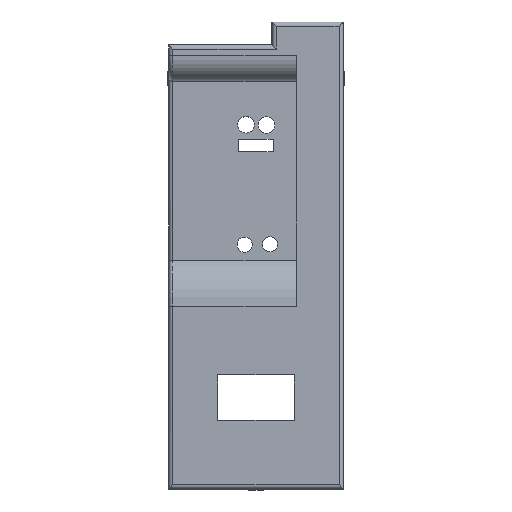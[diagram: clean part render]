
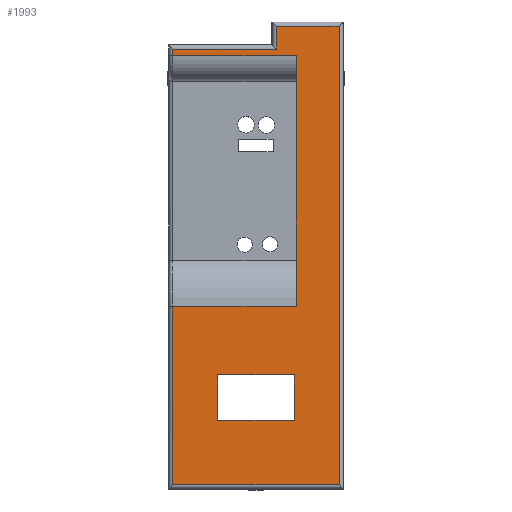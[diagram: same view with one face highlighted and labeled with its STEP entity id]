
A CAD part, top view. The second image highlights one B-rep face of the part: STEP entity #1993.
In plain terms, the highlighted planar face has unit normal (0, 0, 1).
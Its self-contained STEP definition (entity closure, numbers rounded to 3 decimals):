
#27=FACE_BOUND('',#305,.T.);
#188=FACE_OUTER_BOUND('',#304,.T.);
#304=EDGE_LOOP('',(#1736,#1737,#1738,#1739,#1740,#1741,#1742,#1743,#1744,
#1745));
#305=EDGE_LOOP('',(#1746,#1747,#1748,#1749));
#397=LINE('',#2879,#634);
#398=LINE('',#2883,#635);
#401=LINE('',#2915,#638);
#403=LINE('',#2921,#640);
#405=LINE('',#2927,#642);
#408=LINE('',#2934,#645);
#409=LINE('',#2938,#646);
#411=LINE('',#2949,#648);
#529=LINE('',#3236,#766);
#534=LINE('',#3247,#771);
#541=LINE('',#3262,#778);
#542=LINE('',#3264,#779);
#543=LINE('',#3266,#780);
#544=LINE('',#3267,#781);
#634=VECTOR('',#2303,10.);
#635=VECTOR('',#2308,10.);
#638=VECTOR('',#2317,10.);
#640=VECTOR('',#2323,10.);
#642=VECTOR('',#2329,10.);
#645=VECTOR('',#2336,10.);
#646=VECTOR('',#2341,10.);
#648=VECTOR('',#2357,9.);
#766=VECTOR('',#2631,10.);
#771=VECTOR('',#2644,10.);
#778=VECTOR('',#2655,10.);
#779=VECTOR('',#2656,10.);
#780=VECTOR('',#2657,10.);
#781=VECTOR('',#2658,10.);
#858=VERTEX_POINT('',#2876);
#859=VERTEX_POINT('',#2878);
#860=VERTEX_POINT('',#2882);
#864=VERTEX_POINT('',#2914);
#866=VERTEX_POINT('',#2920);
#868=VERTEX_POINT('',#2926);
#870=VERTEX_POINT('',#2933);
#871=VERTEX_POINT('',#2937);
#873=VERTEX_POINT('',#2947);
#964=VERTEX_POINT('',#3235);
#971=VERTEX_POINT('',#3260);
#972=VERTEX_POINT('',#3261);
#973=VERTEX_POINT('',#3263);
#974=VERTEX_POINT('',#3265);
#1060=EDGE_CURVE('',#858,#859,#397,.T.);
#1062=EDGE_CURVE('',#859,#860,#398,.T.);
#1068=EDGE_CURVE('',#860,#864,#401,.T.);
#1071=EDGE_CURVE('',#864,#866,#403,.T.);
#1074=EDGE_CURVE('',#866,#868,#405,.T.);
#1078=EDGE_CURVE('',#868,#870,#408,.T.);
#1080=EDGE_CURVE('',#870,#871,#409,.T.);
#1086=EDGE_CURVE('',#873,#858,#411,.T.);
#1230=EDGE_CURVE('',#964,#871,#529,.T.);
#1236=EDGE_CURVE('',#964,#873,#534,.T.);
#1243=EDGE_CURVE('',#971,#972,#541,.T.);
#1244=EDGE_CURVE('',#972,#973,#542,.T.);
#1245=EDGE_CURVE('',#973,#974,#543,.T.);
#1246=EDGE_CURVE('',#974,#971,#544,.T.);
#1736=ORIENTED_EDGE('',*,*,#1060,.F.);
#1737=ORIENTED_EDGE('',*,*,#1086,.F.);
#1738=ORIENTED_EDGE('',*,*,#1236,.F.);
#1739=ORIENTED_EDGE('',*,*,#1230,.T.);
#1740=ORIENTED_EDGE('',*,*,#1080,.F.);
#1741=ORIENTED_EDGE('',*,*,#1078,.F.);
#1742=ORIENTED_EDGE('',*,*,#1074,.F.);
#1743=ORIENTED_EDGE('',*,*,#1071,.F.);
#1744=ORIENTED_EDGE('',*,*,#1068,.F.);
#1745=ORIENTED_EDGE('',*,*,#1062,.F.);
#1746=ORIENTED_EDGE('',*,*,#1243,.T.);
#1747=ORIENTED_EDGE('',*,*,#1244,.T.);
#1748=ORIENTED_EDGE('',*,*,#1245,.T.);
#1749=ORIENTED_EDGE('',*,*,#1246,.T.);
#1891=PLANE('',#2153);
#1993=ADVANCED_FACE('',(#188,#27),#1891,.T.);
#2153=AXIS2_PLACEMENT_3D('',#3259,#2653,#2654);
#2303=DIRECTION('',(0.,1.,0.));
#2308=DIRECTION('',(1.,0.,0.));
#2317=DIRECTION('',(0.,1.,0.));
#2323=DIRECTION('',(1.,0.,0.));
#2329=DIRECTION('',(0.,-1.,0.));
#2336=DIRECTION('',(-1.,0.,0.));
#2341=DIRECTION('',(0.,1.,0.));
#2357=DIRECTION('',(-1.,0.,0.));
#2631=DIRECTION('',(-1.,0.,0.));
#2644=DIRECTION('',(0.,1.,0.));
#2653=DIRECTION('center_axis',(0.,0.,
1.));
#2654=DIRECTION('ref_axis',(1.,0.,0.));
#2655=DIRECTION('',(1.,0.,0.));
#2656=DIRECTION('',(0.,-1.,0.));
#2657=DIRECTION('',(-1.,0.,0.));
#2658=DIRECTION('',(0.,1.,0.));
#2876=CARTESIAN_POINT('',(-29.17,28.231,-53.95));
#2878=CARTESIAN_POINT('',(-29.17,30.565,-53.95));
#2879=CARTESIAN_POINT('',(-29.17,5.676,-53.95));
#2882=CARTESIAN_POINT('',(7.056,30.565,-53.95));
#2883=CARTESIAN_POINT('',(21.867,30.565,-53.95));
#2914=CARTESIAN_POINT('',(7.056,38.565,-53.95));
#2915=CARTESIAN_POINT('',(7.056,8.176,-53.95));
#2920=CARTESIAN_POINT('',(29.17,38.565,-53.95));
#2921=CARTESIAN_POINT('',(16.588,38.565,-53.95));
#2926=CARTESIAN_POINT('',(29.17,-122.493,-53.95));
#2927=CARTESIAN_POINT('',(29.17,-69.853,-53.95));
#2933=CARTESIAN_POINT('',(-29.17,-122.493,-53.95));
#2934=CARTESIAN_POINT('',(-6.803,-122.493,-53.95));
#2937=CARTESIAN_POINT('',(-29.17,-59.713,-53.95));
#2938=CARTESIAN_POINT('',(-29.17,5.676,-53.95));
#2947=CARTESIAN_POINT('',(14.064,28.231,-53.95));
#2949=CARTESIAN_POINT('',(-15.303,28.231,-53.95));
#3235=CARTESIAN_POINT('',(14.064,-59.713,-53.95));
#3236=CARTESIAN_POINT('',(-6.803,-59.713,-53.95));
#3247=CARTESIAN_POINT('',(14.064,11.287,-53.95));
#3259=CARTESIAN_POINT('Origin',(15.064,-15.713,-53.95));
#3260=CARTESIAN_POINT('',(-13.5,-83.853,-53.95));
#3261=CARTESIAN_POINT('',(13.5,-83.853,-53.95));
#3262=CARTESIAN_POINT('',(0.782,-83.853,-53.95));
#3263=CARTESIAN_POINT('',(13.5,-99.853,-53.95));
#3264=CARTESIAN_POINT('',(13.5,-49.783,-53.95));
#3265=CARTESIAN_POINT('',(-13.5,-99.853,-53.95));
#3266=CARTESIAN_POINT('',(14.282,-99.853,-53.95));
#3267=CARTESIAN_POINT('',(-13.5,-57.783,-53.95));
